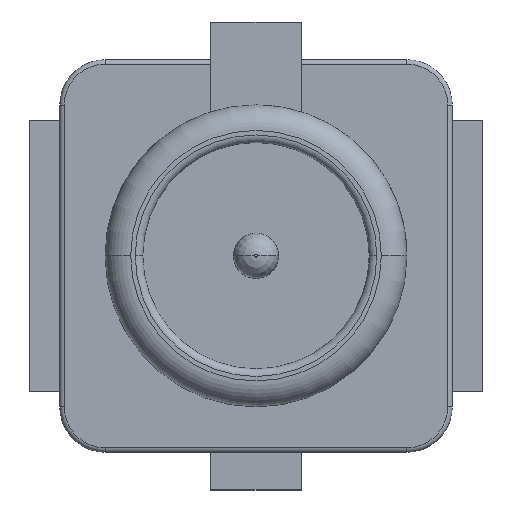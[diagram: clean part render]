
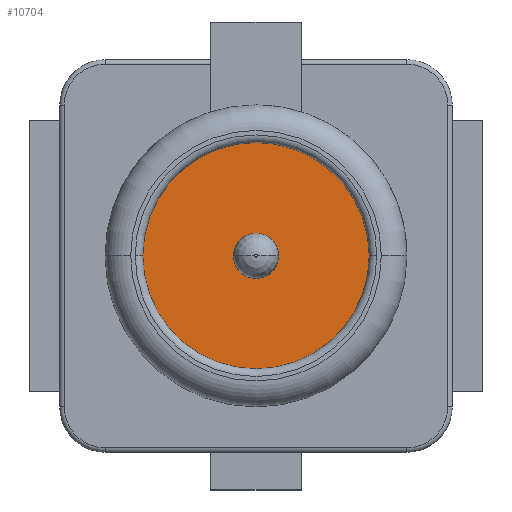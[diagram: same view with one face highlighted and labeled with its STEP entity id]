
A CAD part, top view. The second image highlights one B-rep face of the part: STEP entity #10704.
In plain terms, the highlighted planar face has unit normal (0, 0, 1).
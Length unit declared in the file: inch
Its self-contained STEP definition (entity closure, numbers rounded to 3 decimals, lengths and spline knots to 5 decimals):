
#10335 = CYLINDRICAL_SURFACE('',#10336,0.03545);
#10336 = AXIS2_PLACEMENT_3D('',#10337,#10338,#10339);
#10337 = CARTESIAN_POINT('',(0.,0.,
    0.05945));
#10338 = DIRECTION('',(0.,0.,1.));
#10339 = DIRECTION('',(-1.,0.,0.));
#10478 = CYLINDRICAL_SURFACE('',#10479,0.03545);
#10479 = AXIS2_PLACEMENT_3D('',#10480,#10481,#10482);
#10480 = CARTESIAN_POINT('',(0.,0.,
    0.05945));
#10481 = DIRECTION('',(0.,0.,1.));
#10482 = DIRECTION('',(-1.,0.,0.));
#10517 = VERTEX_POINT('',#10518);
#10518 = CARTESIAN_POINT('',(-0.03545,0.,
    0.01417));
#10583 = EDGE_CURVE('',#10517,#10584,#10586,.T.);
#10584 = VERTEX_POINT('',#10585);
#10585 = CARTESIAN_POINT('',(0.03545,0.,
    0.01417));
#10586 = SURFACE_CURVE('',#10587,(#10592,#10599),.PCURVE_S1.);
#10587 = CIRCLE('',#10588,0.03545);
#10588 = AXIS2_PLACEMENT_3D('',#10589,#10590,#10591);
#10589 = CARTESIAN_POINT('',(0.,0.,
    0.01417));
#10590 = DIRECTION('',(0.,0.,1.));
#10591 = DIRECTION('',(-1.,0.,0.));
#10592 = PCURVE('',#10335,#10593);
#10593 = DEFINITIONAL_REPRESENTATION('',(#10594),#10598);
#10594 = LINE('',#10595,#10596);
#10595 = CARTESIAN_POINT('',(0.,-0.045));
#10596 = VECTOR('',#10597,1.);
#10597 = DIRECTION('',(1.,0.));
#10598 = ( GEOMETRIC_REPRESENTATION_CONTEXT(2) 
PARAMETRIC_REPRESENTATION_CONTEXT() REPRESENTATION_CONTEXT('2D SPACE',''
  ) );
#10599 = PCURVE('',#10600,#10605);
#10600 = PLANE('',#10601);
#10601 = AXIS2_PLACEMENT_3D('',#10602,#10603,#10604);
#10602 = CARTESIAN_POINT('',(0.03937,-0.03937,
    0.01417));
#10603 = DIRECTION('',(0.,0.,1.));
#10604 = DIRECTION('',(-1.,0.,0.));
#10605 = DEFINITIONAL_REPRESENTATION('',(#10606),#10610);
#10606 = CIRCLE('',#10607,0.03545);
#10607 = AXIS2_PLACEMENT_2D('',#10608,#10609);
#10608 = CARTESIAN_POINT('',(0.039,-0.039));
#10609 = DIRECTION('',(1.,0.));
#10610 = ( GEOMETRIC_REPRESENTATION_CONTEXT(2) 
PARAMETRIC_REPRESENTATION_CONTEXT() REPRESENTATION_CONTEXT('2D SPACE',''
  ) );
#10680 = EDGE_CURVE('',#10584,#10517,#10681,.T.);
#10681 = SURFACE_CURVE('',#10682,(#10687,#10694),.PCURVE_S1.);
#10682 = CIRCLE('',#10683,0.03545);
#10683 = AXIS2_PLACEMENT_3D('',#10684,#10685,#10686);
#10684 = CARTESIAN_POINT('',(0.,0.,
    0.01417));
#10685 = DIRECTION('',(0.,0.,1.));
#10686 = DIRECTION('',(-1.,0.,0.));
#10687 = PCURVE('',#10478,#10688);
#10688 = DEFINITIONAL_REPRESENTATION('',(#10689),#10693);
#10689 = LINE('',#10690,#10691);
#10690 = CARTESIAN_POINT('',(0.,-0.045));
#10691 = VECTOR('',#10692,1.);
#10692 = DIRECTION('',(1.,0.));
#10693 = ( GEOMETRIC_REPRESENTATION_CONTEXT(2) 
PARAMETRIC_REPRESENTATION_CONTEXT() REPRESENTATION_CONTEXT('2D SPACE',''
  ) );
#10694 = PCURVE('',#10600,#10695);
#10695 = DEFINITIONAL_REPRESENTATION('',(#10696),#10700);
#10696 = CIRCLE('',#10697,0.03545);
#10697 = AXIS2_PLACEMENT_2D('',#10698,#10699);
#10698 = CARTESIAN_POINT('',(0.039,-0.039));
#10699 = DIRECTION('',(1.,0.));
#10700 = ( GEOMETRIC_REPRESENTATION_CONTEXT(2) 
PARAMETRIC_REPRESENTATION_CONTEXT() REPRESENTATION_CONTEXT('2D SPACE',''
  ) );
#10704 = ADVANCED_FACE('',(#10705,#10709),#10600,.T.);
#10705 = FACE_BOUND('',#10706,.T.);
#10706 = EDGE_LOOP('',(#10707,#10708));
#10707 = ORIENTED_EDGE('',*,*,#10680,.T.);
#10708 = ORIENTED_EDGE('',*,*,#10583,.T.);
#10709 = FACE_BOUND('',#10710,.T.);
#10710 = EDGE_LOOP('',(#10711,#10742));
#10711 = ORIENTED_EDGE('',*,*,#10712,.F.);
#10712 = EDGE_CURVE('',#10713,#10715,#10717,.T.);
#10713 = VERTEX_POINT('',#10714);
#10714 = CARTESIAN_POINT('',(-0.00591,0.,
    0.01417));
#10715 = VERTEX_POINT('',#10716);
#10716 = CARTESIAN_POINT('',(0.00591,0.,
    0.01417));
#10717 = SURFACE_CURVE('',#10718,(#10723,#10730),.PCURVE_S1.);
#10718 = CIRCLE('',#10719,0.00591);
#10719 = AXIS2_PLACEMENT_3D('',#10720,#10721,#10722);
#10720 = CARTESIAN_POINT('',(0.,0.,
    0.01417));
#10721 = DIRECTION('',(0.,0.,1.));
#10722 = DIRECTION('',(-1.,0.,0.));
#10723 = PCURVE('',#10600,#10724);
#10724 = DEFINITIONAL_REPRESENTATION('',(#10725),#10729);
#10725 = CIRCLE('',#10726,0.00591);
#10726 = AXIS2_PLACEMENT_2D('',#10727,#10728);
#10727 = CARTESIAN_POINT('',(0.039,-0.039));
#10728 = DIRECTION('',(1.,0.));
#10729 = ( GEOMETRIC_REPRESENTATION_CONTEXT(2) 
PARAMETRIC_REPRESENTATION_CONTEXT() REPRESENTATION_CONTEXT('2D SPACE',''
  ) );
#10730 = PCURVE('',#10731,#10736);
#10731 = CYLINDRICAL_SURFACE('',#10732,0.00591);
#10732 = AXIS2_PLACEMENT_3D('',#10733,#10734,#10735);
#10733 = CARTESIAN_POINT('',(0.,0.,
    0.05945));
#10734 = DIRECTION('',(0.,0.,1.));
#10735 = DIRECTION('',(-1.,0.,0.));
#10736 = DEFINITIONAL_REPRESENTATION('',(#10737),#10741);
#10737 = LINE('',#10738,#10739);
#10738 = CARTESIAN_POINT('',(0.,-0.045));
#10739 = VECTOR('',#10740,1.);
#10740 = DIRECTION('',(1.,0.));
#10741 = ( GEOMETRIC_REPRESENTATION_CONTEXT(2) 
PARAMETRIC_REPRESENTATION_CONTEXT() REPRESENTATION_CONTEXT('2D SPACE',''
  ) );
#10742 = ORIENTED_EDGE('',*,*,#10743,.F.);
#10743 = EDGE_CURVE('',#10715,#10713,#10744,.T.);
#10744 = SURFACE_CURVE('',#10745,(#10750,#10757),.PCURVE_S1.);
#10745 = CIRCLE('',#10746,0.00591);
#10746 = AXIS2_PLACEMENT_3D('',#10747,#10748,#10749);
#10747 = CARTESIAN_POINT('',(0.,0.,
    0.01417));
#10748 = DIRECTION('',(0.,0.,1.));
#10749 = DIRECTION('',(-1.,0.,0.));
#10750 = PCURVE('',#10600,#10751);
#10751 = DEFINITIONAL_REPRESENTATION('',(#10752),#10756);
#10752 = CIRCLE('',#10753,0.00591);
#10753 = AXIS2_PLACEMENT_2D('',#10754,#10755);
#10754 = CARTESIAN_POINT('',(0.039,-0.039));
#10755 = DIRECTION('',(1.,0.));
#10756 = ( GEOMETRIC_REPRESENTATION_CONTEXT(2) 
PARAMETRIC_REPRESENTATION_CONTEXT() REPRESENTATION_CONTEXT('2D SPACE',''
  ) );
#10757 = PCURVE('',#10758,#10763);
#10758 = CYLINDRICAL_SURFACE('',#10759,0.00591);
#10759 = AXIS2_PLACEMENT_3D('',#10760,#10761,#10762);
#10760 = CARTESIAN_POINT('',(0.,0.,
    0.05945));
#10761 = DIRECTION('',(0.,0.,1.));
#10762 = DIRECTION('',(-1.,0.,0.));
#10763 = DEFINITIONAL_REPRESENTATION('',(#10764),#10768);
#10764 = LINE('',#10765,#10766);
#10765 = CARTESIAN_POINT('',(0.,-0.045));
#10766 = VECTOR('',#10767,1.);
#10767 = DIRECTION('',(1.,0.));
#10768 = ( GEOMETRIC_REPRESENTATION_CONTEXT(2) 
PARAMETRIC_REPRESENTATION_CONTEXT() REPRESENTATION_CONTEXT('2D SPACE',''
  ) );
